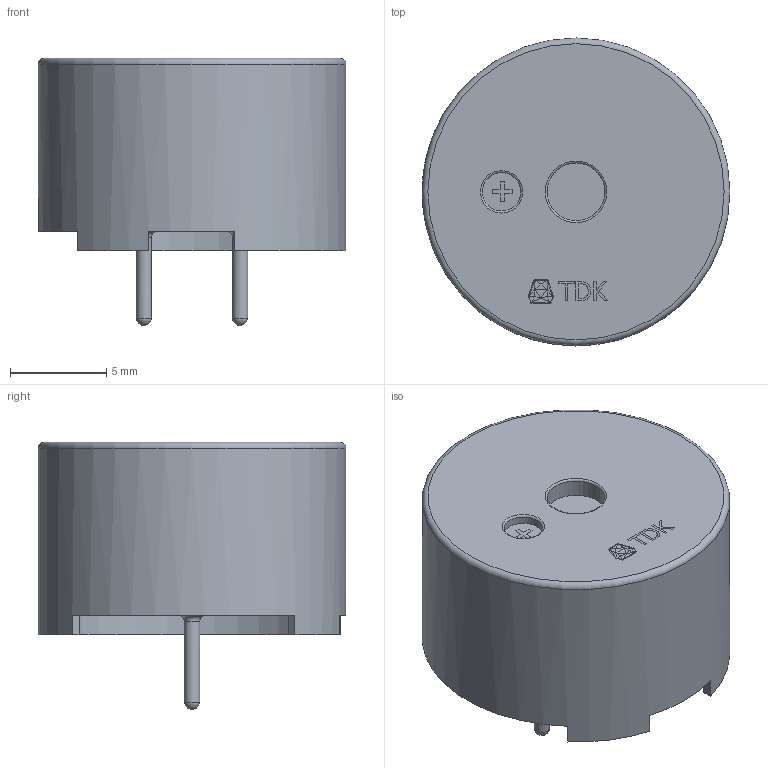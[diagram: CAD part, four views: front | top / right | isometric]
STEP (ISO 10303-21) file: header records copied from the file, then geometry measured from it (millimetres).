
FILE_DESCRIPTION(/* description */ (''),/* implementation_level */ '2;1');
FILE_NAME(/* name */ 'SDC1610MT-01.stp',/* time_stamp */ '2020-12-08T23:41:32+02:00',/* author */ ('AbuBakr'),/* organization */ (''),/* preprocessor_version */ 'ST-DEVELOPER v17',/* originating_system */ 'Autodesk Inventor 2019',/* authorisation */ '');
FILE_SCHEMA (('AUTOMOTIVE_DESIGN { 1 0 10303 214 3 1 1 }'));
Length unit declared in the file: millimetre
Products named in the file (5): SDC1610MT-01; Body; IN; Plus_Sign; TDK_Logo
Assembly tree (4 placements, depth 2):
  SDC1610MT-01
    Body
    IN
    Plus_Sign
    TDK_Logo
Bounding box: 16 x 16 x 13.9 mm (x, y, z)
Volume: 1819.8 mm3; surface area: 2058.9 mm2
Topology: 14 solids, 14 shells, 157 faces, 382 edges, 254 vertices
Faces by surface type: plane 108, cylinder 34, bspline 8, torus 5, sphere 2
Full cylindrical faces by diameter (mm): 0.8 x2, 2 x1, 3 x1, 15.075 x2, 16 x1
Entity records: 4947 total; most frequent: CARTESIAN_POINT 904, DIRECTION 773, ORIENTED_EDGE 760, EDGE_CURVE 380, LINE 271, VECTOR 271, VERTEX_POINT 254, AXIS2_PLACEMENT_3D 251
